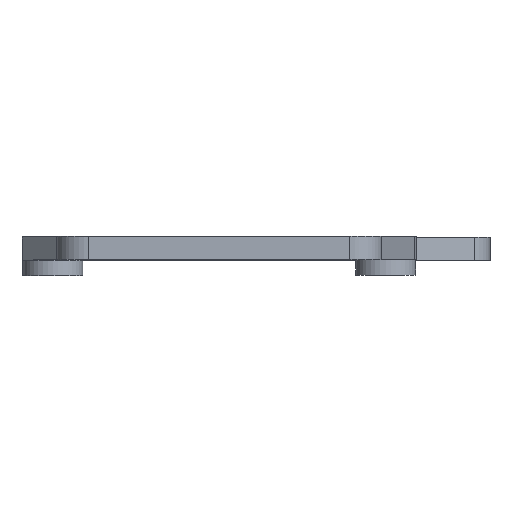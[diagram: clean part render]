
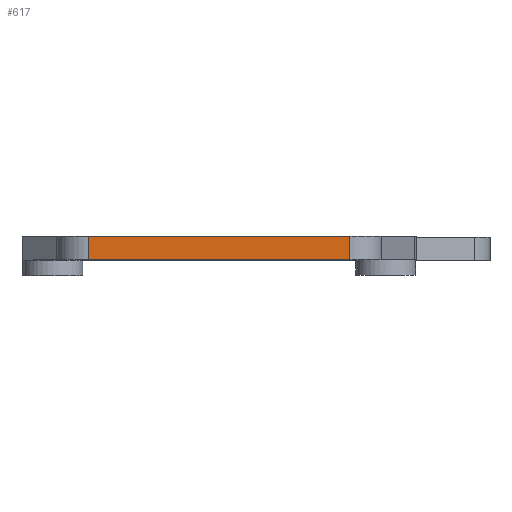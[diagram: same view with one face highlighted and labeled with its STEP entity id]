
A CAD part, top view. The second image highlights one B-rep face of the part: STEP entity #617.
In plain terms, the highlighted planar face has unit normal (0, 0, 1).
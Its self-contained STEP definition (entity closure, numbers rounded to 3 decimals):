
#25=(
BOUNDED_CURVE()
B_SPLINE_CURVE(5,(#1055,#1056,#1057,#1058,#1059,#1060,#1061,#1062,#1063,
#1064),.UNSPECIFIED.,.F.,.F.)
B_SPLINE_CURVE_WITH_KNOTS((6,1,1,1,1,6),(0.,0.2,0.4,0.6,0.8,1.),
 .UNSPECIFIED.)
CURVE()
GEOMETRIC_REPRESENTATION_ITEM()
RATIONAL_B_SPLINE_CURVE((1.,1.,1.,1.,1.,1.,1.,1.,1.,1.))
REPRESENTATION_ITEM('')
);
#26=(
BOUNDED_CURVE()
B_SPLINE_CURVE(5,(#1068,#1069,#1070,#1071,#1072,#1073,#1074,#1075,#1076,
#1077),.UNSPECIFIED.,.F.,.F.)
B_SPLINE_CURVE_WITH_KNOTS((6,1,1,1,1,6),(-1.,-0.8,-0.6,-0.4,-0.2,0.),
 .UNSPECIFIED.)
CURVE()
GEOMETRIC_REPRESENTATION_ITEM()
RATIONAL_B_SPLINE_CURVE((1.,1.,1.,1.,1.,1.,1.,1.,1.,1.))
REPRESENTATION_ITEM('')
);
#60=PLANE('',#671);
#86=FACE_OUTER_BOUND('',#121,.T.);
#121=EDGE_LOOP('',(#477,#478,#479,#480));
#174=LINE('',#1066,#213);
#175=LINE('',#1078,#214);
#213=VECTOR('',#795,10.);
#214=VECTOR('',#796,10.);
#296=VERTEX_POINT('',#1053);
#297=VERTEX_POINT('',#1054);
#298=VERTEX_POINT('',#1065);
#299=VERTEX_POINT('',#1067);
#370=EDGE_CURVE('',#296,#297,#25,.T.);
#371=EDGE_CURVE('',#296,#298,#174,.T.);
#372=EDGE_CURVE('',#299,#298,#26,.T.);
#373=EDGE_CURVE('',#297,#299,#175,.T.);
#477=ORIENTED_EDGE('',*,*,#370,.F.);
#478=ORIENTED_EDGE('',*,*,#371,.T.);
#479=ORIENTED_EDGE('',*,*,#372,.F.);
#480=ORIENTED_EDGE('',*,*,#373,.F.);
#617=ADVANCED_FACE('',(#86),#60,.T.);
#671=AXIS2_PLACEMENT_3D('',#1052,#793,#794);
#793=DIRECTION('center_axis',(0.,0.,1.));
#794=DIRECTION('ref_axis',(-1.,0.,0.));
#795=DIRECTION('',(0.,-1.,0.));
#796=DIRECTION('',(0.,-1.,0.));
#1052=CARTESIAN_POINT('Origin',(15.371,-2.,33.728));
#1053=CARTESIAN_POINT('',(-18.371,-2.,33.728));
#1054=CARTESIAN_POINT('',(15.371,-2.,33.728));
#1055=CARTESIAN_POINT('Ctrl Pts',(-18.371,-2.,33.728));
#1056=CARTESIAN_POINT('Ctrl Pts',(-17.021,-2.,33.728));
#1057=CARTESIAN_POINT('Ctrl Pts',(-14.322,-2.,33.728));
#1058=CARTESIAN_POINT('Ctrl Pts',(-10.273,-2.,33.728));
#1059=CARTESIAN_POINT('Ctrl Pts',(-4.874,-2.,33.728));
#1060=CARTESIAN_POINT('Ctrl Pts',(1.874,-2.,33.728));
#1061=CARTESIAN_POINT('Ctrl Pts',(7.273,-2.,33.728));
#1062=CARTESIAN_POINT('Ctrl Pts',(11.322,-2.,33.728));
#1063=CARTESIAN_POINT('Ctrl Pts',(14.021,-2.,33.728));
#1064=CARTESIAN_POINT('Ctrl Pts',(15.371,-2.,33.728));
#1065=CARTESIAN_POINT('',(-18.371,-5.,33.728));
#1066=CARTESIAN_POINT('',(-18.371,-2.,33.728));
#1067=CARTESIAN_POINT('',(15.371,-5.,33.728));
#1068=CARTESIAN_POINT('Ctrl Pts',(15.371,-5.,33.728));
#1069=CARTESIAN_POINT('Ctrl Pts',(14.021,-5.,33.728));
#1070=CARTESIAN_POINT('Ctrl Pts',(11.322,-5.,33.728));
#1071=CARTESIAN_POINT('Ctrl Pts',(7.273,-5.,33.728));
#1072=CARTESIAN_POINT('Ctrl Pts',(1.874,-5.,33.728));
#1073=CARTESIAN_POINT('Ctrl Pts',(-4.874,-5.,33.728));
#1074=CARTESIAN_POINT('Ctrl Pts',(-10.273,-5.,33.728));
#1075=CARTESIAN_POINT('Ctrl Pts',(-14.322,-5.,33.728));
#1076=CARTESIAN_POINT('Ctrl Pts',(-17.021,-5.,33.728));
#1077=CARTESIAN_POINT('Ctrl Pts',(-18.371,-5.,33.728));
#1078=CARTESIAN_POINT('',(15.371,-2.,33.728));
